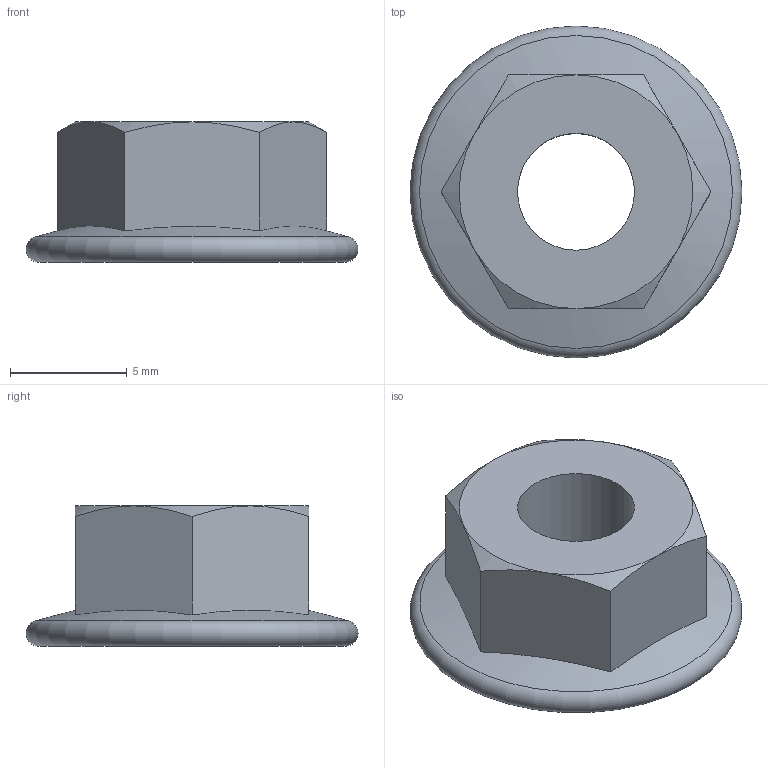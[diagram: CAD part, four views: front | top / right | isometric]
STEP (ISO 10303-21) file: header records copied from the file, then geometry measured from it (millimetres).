
FILE_DESCRIPTION(('STEP AP203'),'1');
FILE_NAME('FIXE00H1288.stp','2023-10-02T13:59:10',(' '),(' '),'Spatial InterOp 3D',' ',' ');
FILE_SCHEMA(('CONFIG_CONTROL_DESIGN'));
Length unit declared in the file: millimetre
Products named in the file (1): Ecrou rondelle M6
Bounding box: 14.2 x 14.2 x 6 mm (x, y, z)
Volume: 483.3 mm3; surface area: 554.4 mm2
Topology: 1 solids, 1 shells, 17 faces, 37 edges, 22 vertices
Faces by surface type: plane 8, cone 7, cylinder 1, torus 1
Full cylindrical faces by diameter (mm): 5 x1
Entity records: 580 total; most frequent: CARTESIAN_POINT 164, ORIENTED_EDGE 68, DIRECTION 62, EDGE_CURVE 34, AXIS2_PLACEMENT_3D 28, EDGE_LOOP 22, VERTEX_POINT 22, FACE_OUTER_BOUND 19
